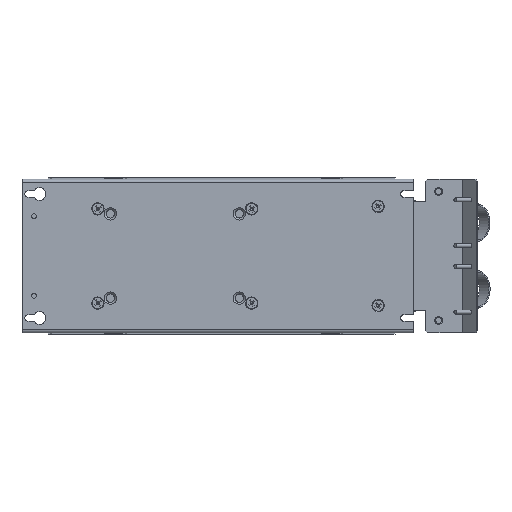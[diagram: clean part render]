
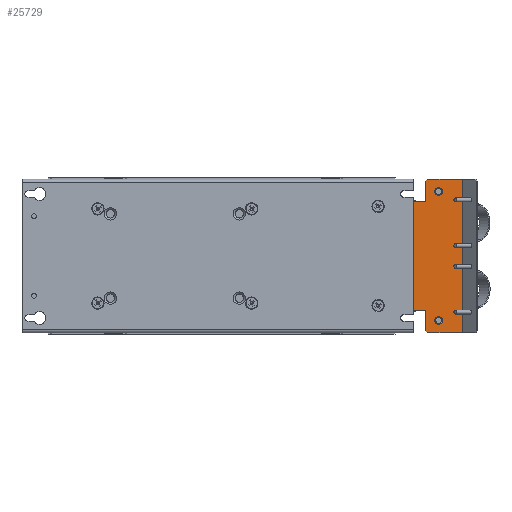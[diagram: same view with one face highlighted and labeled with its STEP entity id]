
A CAD part, front view. The second image highlights one B-rep face of the part: STEP entity #25729.
In plain terms, the highlighted planar face has unit normal (0, -1, 0).
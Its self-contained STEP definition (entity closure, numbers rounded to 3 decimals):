
#232 = ORIENTED_EDGE ( 'NONE', *, *, #62303, .F. ) ;
#562 = CARTESIAN_POINT ( 'NONE',  ( -75.5, -2., -6.752 ) ) ;
#1782 = ORIENTED_EDGE ( 'NONE', *, *, #71638, .T. ) ;
#4925 = VERTEX_POINT ( 'NONE', #562 ) ;
#8336 = FACE_OUTER_BOUND ( 'NONE', #41162, .T. ) ;
#8420 = CARTESIAN_POINT ( 'NONE',  ( -77.5, -2., -61.848 ) ) ;
#9050 = VECTOR ( 'NONE', #39517, 1000. ) ;
#13050 = VERTEX_POINT ( 'NONE', #67203 ) ;
#14604 = ORIENTED_EDGE ( 'NONE', *, *, #23351, .F. ) ;
#14818 = CARTESIAN_POINT ( 'NONE',  ( -77.5, -2., -43.868 ) ) ;
#15600 = CARTESIAN_POINT ( 'NONE',  ( 55., -2., -6.752 ) ) ;
#16859 = DIRECTION ( 'NONE',  ( -1., 0., 0. ) ) ;
#17730 = LINE ( 'NONE', #55999, #114588 ) ;
#18680 = DIRECTION ( 'NONE',  ( 1., 0., 0. ) ) ;
#18991 = CARTESIAN_POINT ( 'NONE',  ( 0., -2., 0. ) ) ;
#22340 = VERTEX_POINT ( 'NONE', #83180 ) ;
#22838 = EDGE_CURVE ( 'NONE', #22340, #88610, #110469, .T. ) ;
#23351 = EDGE_CURVE ( 'NONE', #4925, #59578, #101531, .T. ) ;
#24028 = CARTESIAN_POINT ( 'NONE',  ( -65., -2., -19.752 ) ) ;
#25011 = CARTESIAN_POINT ( 'NONE',  ( 65., -2., -15.752 ) ) ;
#25729 = ADVANCED_FACE ( 'NONE', ( #102212, #8336, #55259 ), #84591, .F. ) ;
#28390 = DIRECTION ( 'NONE',  ( 0., 1., 0. ) ) ;
#28807 = VERTEX_POINT ( 'NONE', #15600 ) ;
#30634 = VERTEX_POINT ( 'NONE', #34852 ) ;
#32552 = DIRECTION ( 'NONE',  ( 1., 0., 0. ) ) ;
#32943 = EDGE_CURVE ( 'NONE', #112316, #28807, #105411, .T. ) ;
#33453 = DIRECTION ( 'NONE',  ( 0., 0., 1. ) ) ;
#34852 = CARTESIAN_POINT ( 'NONE',  ( 77.5, -2., -8.752 ) ) ;
#35433 = CIRCLE ( 'NONE', #49521, 4. ) ;
#36016 = EDGE_CURVE ( 'NONE', #59578, #75782, #120522, .T. ) ;
#36868 = ORIENTED_EDGE ( 'NONE', *, *, #51596, .F. ) ;
#39099 = CARTESIAN_POINT ( 'NONE',  ( 77.5, -2., -8.752 ) ) ;
#39517 = DIRECTION ( 'NONE',  ( 0.707, 0., 0.707 ) ) ;
#40517 = LINE ( 'NONE', #39099, #87452 ) ;
#41118 = DIRECTION ( 'NONE',  ( 0., 0., 1. ) ) ;
#41162 = EDGE_LOOP ( 'NONE', ( #118415, #1782, #55975, #14604, #117351, #85579, #95636, #69948, #49271, #48253 ) ) ;
#42168 = CARTESIAN_POINT ( 'NONE',  ( 0., -2., -43.868 ) ) ;
#46685 = CARTESIAN_POINT ( 'NONE',  ( 65., -2., -19.752 ) ) ;
#48253 = ORIENTED_EDGE ( 'NONE', *, *, #106029, .F. ) ;
#48576 = DIRECTION ( 'NONE',  ( 0., 0., -1. ) ) ;
#48743 = VECTOR ( 'NONE', #32552, 1000. ) ;
#49271 = ORIENTED_EDGE ( 'NONE', *, *, #49604, .F. ) ;
#49521 = AXIS2_PLACEMENT_3D ( 'NONE', #24028, #89671, #33453 ) ;
#49604 = EDGE_CURVE ( 'NONE', #13050, #30634, #63932, .T. ) ;
#51596 = EDGE_CURVE ( 'NONE', #96892, #96892, #75105, .T. ) ;
#55259 = FACE_BOUND ( 'NONE', #62316, .T. ) ;
#55689 = CARTESIAN_POINT ( 'NONE',  ( -55., -2., -6.752 ) ) ;
#55975 = ORIENTED_EDGE ( 'NONE', *, *, #36016, .F. ) ;
#55999 = CARTESIAN_POINT ( 'NONE',  ( 75.5, -2., -6.752 ) ) ;
#56095 = DIRECTION ( 'NONE',  ( 0., 0., 1. ) ) ;
#56786 = EDGE_CURVE ( 'NONE', #88610, #97795, #103639, .T. ) ;
#58116 = CARTESIAN_POINT ( 'NONE',  ( -55., -2., 23.148 ) ) ;
#58950 = LINE ( 'NONE', #95734, #9050 ) ;
#59578 = VERTEX_POINT ( 'NONE', #55689 ) ;
#61865 = VECTOR ( 'NONE', #16859, 1000. ) ;
#62303 = EDGE_CURVE ( 'NONE', #63099, #63099, #35433, .T. ) ;
#62316 = EDGE_LOOP ( 'NONE', ( #36868 ) ) ;
#63099 = VERTEX_POINT ( 'NONE', #102151 ) ;
#63932 = LINE ( 'NONE', #97961, #116730 ) ;
#64589 = DIRECTION ( 'NONE',  ( 0., 0., 1. ) ) ;
#67203 = CARTESIAN_POINT ( 'NONE',  ( 75.5, -2., -6.752 ) ) ;
#69919 = CARTESIAN_POINT ( 'NONE',  ( -55., -2., -6.752 ) ) ;
#69948 = ORIENTED_EDGE ( 'NONE', *, *, #116575, .F. ) ;
#70622 = DIRECTION ( 'NONE',  ( 0., 0., -1. ) ) ;
#71638 = EDGE_CURVE ( 'NONE', #112316, #75782, #83866, .T. ) ;
#73008 = CARTESIAN_POINT ( 'NONE',  ( 0., -2., 23.148 ) ) ;
#75105 = CIRCLE ( 'NONE', #80966, 4. ) ;
#75782 = VERTEX_POINT ( 'NONE', #58116 ) ;
#78708 = VECTOR ( 'NONE', #64589, 1000. ) ;
#79618 = CARTESIAN_POINT ( 'NONE',  ( 55., -2., -6.752 ) ) ;
#80427 = VECTOR ( 'NONE', #70622, 1000. ) ;
#80966 = AXIS2_PLACEMENT_3D ( 'NONE', #46685, #112273, #56095 ) ;
#83180 = CARTESIAN_POINT ( 'NONE',  ( 77.5, -2., -43.868 ) ) ;
#83866 = LINE ( 'NONE', #73008, #61865 ) ;
#84591 = PLANE ( 'NONE',  #97013 ) ;
#85579 = ORIENTED_EDGE ( 'NONE', *, *, #56786, .F. ) ;
#87452 = VECTOR ( 'NONE', #48576, 1000. ) ;
#88481 = VECTOR ( 'NONE', #107743, 1000. ) ;
#88610 = VERTEX_POINT ( 'NONE', #14818 ) ;
#89671 = DIRECTION ( 'NONE',  ( 0., -1., 0. ) ) ;
#90695 = EDGE_LOOP ( 'NONE', ( #232 ) ) ;
#94038 = DIRECTION ( 'NONE',  ( 0., 0., 1. ) ) ;
#94198 = CARTESIAN_POINT ( 'NONE',  ( 55., -2., 23.148 ) ) ;
#95636 = ORIENTED_EDGE ( 'NONE', *, *, #22838, .F. ) ;
#95734 = CARTESIAN_POINT ( 'NONE',  ( -77.5, -2., -8.752 ) ) ;
#96892 = VERTEX_POINT ( 'NONE', #25011 ) ;
#97013 = AXIS2_PLACEMENT_3D ( 'NONE', #18991, #28390, #94038 ) ;
#97272 = CARTESIAN_POINT ( 'NONE',  ( -55., -2., 61.848 ) ) ;
#97795 = VERTEX_POINT ( 'NONE', #98162 ) ;
#97961 = CARTESIAN_POINT ( 'NONE',  ( 75.5, -2., -6.752 ) ) ;
#98162 = CARTESIAN_POINT ( 'NONE',  ( -77.5, -2., -8.752 ) ) ;
#98585 = VECTOR ( 'NONE', #41118, 1000. ) ;
#101531 = LINE ( 'NONE', #69919, #48743 ) ;
#102151 = CARTESIAN_POINT ( 'NONE',  ( -65., -2., -15.752 ) ) ;
#102212 = FACE_BOUND ( 'NONE', #90695, .T. ) ;
#103639 = LINE ( 'NONE', #8420, #78708 ) ;
#105411 = LINE ( 'NONE', #79618, #80427 ) ;
#106029 = EDGE_CURVE ( 'NONE', #28807, #13050, #17730, .T. ) ;
#107398 = DIRECTION ( 'NONE',  ( 0.707, 0., -0.707 ) ) ;
#107743 = DIRECTION ( 'NONE',  ( -1., 0., 0. ) ) ;
#110469 = LINE ( 'NONE', #42168, #88481 ) ;
#111221 = EDGE_CURVE ( 'NONE', #97795, #4925, #58950, .T. ) ;
#112273 = DIRECTION ( 'NONE',  ( 0., -1., 0. ) ) ;
#112316 = VERTEX_POINT ( 'NONE', #94198 ) ;
#114588 = VECTOR ( 'NONE', #18680, 1000. ) ;
#116575 = EDGE_CURVE ( 'NONE', #30634, #22340, #40517, .T. ) ;
#116730 = VECTOR ( 'NONE', #107398, 1000. ) ;
#117351 = ORIENTED_EDGE ( 'NONE', *, *, #111221, .F. ) ;
#118415 = ORIENTED_EDGE ( 'NONE', *, *, #32943, .F. ) ;
#120522 = LINE ( 'NONE', #97272, #98585 ) ;
